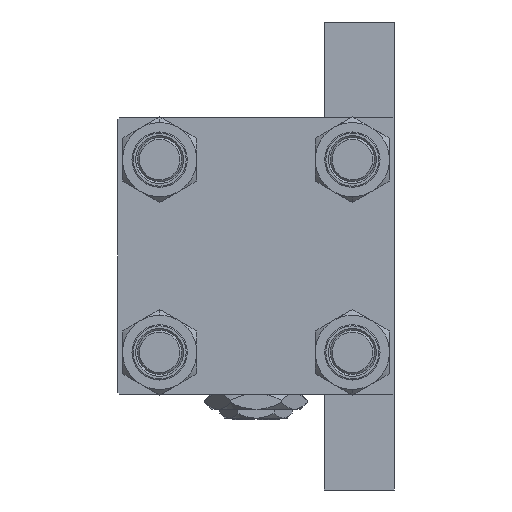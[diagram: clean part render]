
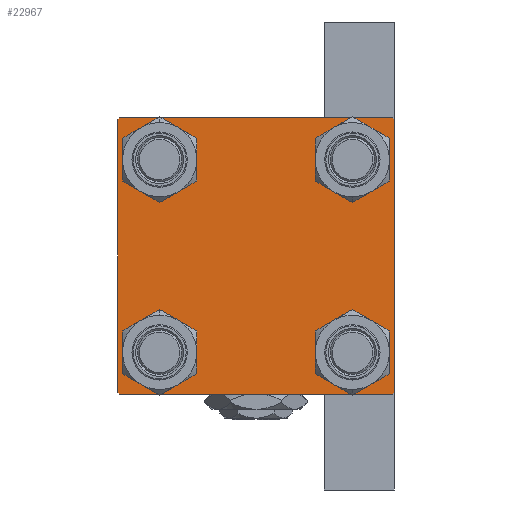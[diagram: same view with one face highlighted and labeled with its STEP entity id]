
A CAD part, left-side view. The second image highlights one B-rep face of the part: STEP entity #22967.
In plain terms, the highlighted planar face has unit normal (-1, 0, 0).
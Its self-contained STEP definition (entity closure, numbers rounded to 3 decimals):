
#176 = CARTESIAN_POINT ( 'NONE',  ( 0., 37.25, -37.25 ) ) ;
#295 = CIRCLE ( 'NONE', #29198, 6.5 ) ;
#616 = FACE_OUTER_BOUND ( 'NONE', #6957, .T. ) ;
#627 = DIRECTION ( 'NONE',  ( 1., 0., 0. ) ) ;
#956 = ORIENTED_EDGE ( 'NONE', *, *, #30319, .T. ) ;
#2144 = DIRECTION ( 'NONE',  ( 1., 0., 0. ) ) ;
#2340 = EDGE_CURVE ( 'NONE', #25224, #42581, #41319, .T. ) ;
#2821 = CARTESIAN_POINT ( 'NONE',  ( 0., -26.15, -32.65 ) ) ;
#2875 = ORIENTED_EDGE ( 'NONE', *, *, #30593, .T. ) ;
#2881 = CIRCLE ( 'NONE', #43006, 6.5 ) ;
#3163 = LINE ( 'NONE', #11185, #15539 ) ;
#4152 = VERTEX_POINT ( 'NONE', #47485 ) ;
#4285 = CARTESIAN_POINT ( 'NONE',  ( 0., -26.15, 19.65 ) ) ;
#5602 = VERTEX_POINT ( 'NONE', #7937 ) ;
#6229 = DIRECTION ( 'NONE',  ( 1., 0., 0. ) ) ;
#6957 = EDGE_LOOP ( 'NONE', ( #39003, #7549, #7498, #33708, #35535, #34134, #25411, #47864 ) ) ;
#7015 = VECTOR ( 'NONE', #36262, 1000. ) ;
#7080 = CARTESIAN_POINT ( 'NONE',  ( 0., -26.15, -26.15 ) ) ;
#7468 = AXIS2_PLACEMENT_3D ( 'NONE', #25838, #18549, #22062 ) ;
#7498 = ORIENTED_EDGE ( 'NONE', *, *, #2340, .T. ) ;
#7549 = ORIENTED_EDGE ( 'NONE', *, *, #35293, .T. ) ;
#7937 = CARTESIAN_POINT ( 'NONE',  ( 0., 26.15, -32.65 ) ) ;
#8232 = EDGE_CURVE ( 'NONE', #42581, #9669, #20691, .T. ) ;
#8234 = ORIENTED_EDGE ( 'NONE', *, *, #31626, .T. ) ;
#8664 = VERTEX_POINT ( 'NONE', #17600 ) ;
#9388 = CARTESIAN_POINT ( 'NONE',  ( 0., -37.25, -37.25 ) ) ;
#9669 = VERTEX_POINT ( 'NONE', #17042 ) ;
#9770 = ORIENTED_EDGE ( 'NONE', *, *, #41442, .T. ) ;
#9926 = CARTESIAN_POINT ( 'NONE',  ( 0., 26.15, -26.15 ) ) ;
#10158 = ORIENTED_EDGE ( 'NONE', *, *, #42143, .T. ) ;
#10698 = DIRECTION ( 'NONE',  ( 0., -1., 0. ) ) ;
#11079 = VERTEX_POINT ( 'NONE', #20595 ) ;
#11185 = CARTESIAN_POINT ( 'NONE',  ( 0., 37.5, 37.5 ) ) ;
#11191 = DIRECTION ( 'NONE',  ( 0., 0., 1. ) ) ;
#11879 = DIRECTION ( 'NONE',  ( 1., 0., 0. ) ) ;
#12164 = CARTESIAN_POINT ( 'NONE',  ( 0., 0., 0. ) ) ;
#13163 = LINE ( 'NONE', #40778, #7015 ) ;
#13194 = VERTEX_POINT ( 'NONE', #2821 ) ;
#13824 = VERTEX_POINT ( 'NONE', #4285 ) ;
#13945 = CARTESIAN_POINT ( 'NONE',  ( 0., -37.5, 37. ) ) ;
#14744 = CARTESIAN_POINT ( 'NONE',  ( 0., 26.15, 26.15 ) ) ;
#15126 = VERTEX_POINT ( 'NONE', #45779 ) ;
#15539 = VECTOR ( 'NONE', #10698, 1000. ) ;
#15695 = FACE_BOUND ( 'NONE', #31658, .T. ) ;
#15943 = PLANE ( 'NONE',  #19623 ) ;
#16216 = VERTEX_POINT ( 'NONE', #33180 ) ;
#16406 = AXIS2_PLACEMENT_3D ( 'NONE', #36824, #44363, #32316 ) ;
#16442 = CARTESIAN_POINT ( 'NONE',  ( 0., 37., -37.5 ) ) ;
#16452 = DIRECTION ( 'NONE',  ( 0., 0., -1. ) ) ;
#16646 = LINE ( 'NONE', #35971, #29800 ) ;
#17042 = CARTESIAN_POINT ( 'NONE',  ( 0., -37.5, -37. ) ) ;
#17600 = CARTESIAN_POINT ( 'NONE',  ( 0., 26.15, -19.65 ) ) ;
#17783 = EDGE_CURVE ( 'NONE', #27275, #9669, #16646, .T. ) ;
#18038 = CARTESIAN_POINT ( 'NONE',  ( 0., 26.15, -26.15 ) ) ;
#18100 = AXIS2_PLACEMENT_3D ( 'NONE', #9926, #2144, #21485 ) ;
#18129 = CIRCLE ( 'NONE', #18100, 6.5 ) ;
#18549 = DIRECTION ( 'NONE',  ( 1., 0., 0. ) ) ;
#18628 = DIRECTION ( 'NONE',  ( 0., 0., 1. ) ) ;
#18636 = AXIS2_PLACEMENT_3D ( 'NONE', #7080, #34443, #18628 ) ;
#18751 = VERTEX_POINT ( 'NONE', #31487 ) ;
#19623 = AXIS2_PLACEMENT_3D ( 'NONE', #12164, #27249, #35515 ) ;
#19733 = EDGE_LOOP ( 'NONE', ( #44014, #32532 ) ) ;
#20311 = EDGE_CURVE ( 'NONE', #4152, #16216, #295, .T. ) ;
#20595 = CARTESIAN_POINT ( 'NONE',  ( 0., 37.5, -37. ) ) ;
#20691 = LINE ( 'NONE', #9388, #44840 ) ;
#20952 = CARTESIAN_POINT ( 'NONE',  ( 0., 37.5, 37.5 ) ) ;
#21485 = DIRECTION ( 'NONE',  ( 0., 0., 1. ) ) ;
#21812 = VERTEX_POINT ( 'NONE', #24956 ) ;
#22062 = DIRECTION ( 'NONE',  ( 0., 0., 1. ) ) ;
#22967 = ADVANCED_FACE ( 'NONE', ( #38797, #15695, #47090, #31037, #616 ), #15943, .T. ) ;
#24956 = CARTESIAN_POINT ( 'NONE',  ( 0., 37.5, 37. ) ) ;
#25189 = CARTESIAN_POINT ( 'NONE',  ( 0., -26.15, -19.65 ) ) ;
#25224 = VERTEX_POINT ( 'NONE', #16442 ) ;
#25411 = ORIENTED_EDGE ( 'NONE', *, *, #36443, .F. ) ;
#25838 = CARTESIAN_POINT ( 'NONE',  ( 0., -26.15, -26.15 ) ) ;
#27249 = DIRECTION ( 'NONE',  ( -1., 0., 0. ) ) ;
#27275 = VERTEX_POINT ( 'NONE', #13945 ) ;
#27703 = CARTESIAN_POINT ( 'NONE',  ( 0., -26.15, 26.15 ) ) ;
#29198 = AXIS2_PLACEMENT_3D ( 'NONE', #14744, #6229, #36865 ) ;
#29800 = VECTOR ( 'NONE', #35728, 1000. ) ;
#29813 = EDGE_LOOP ( 'NONE', ( #9770, #10158 ) ) ;
#30099 = DIRECTION ( 'NONE',  ( 0., 0., 1. ) ) ;
#30319 = EDGE_CURVE ( 'NONE', #46486, #13824, #45891, .T. ) ;
#30593 = EDGE_CURVE ( 'NONE', #13194, #45456, #30662, .T. ) ;
#30662 = CIRCLE ( 'NONE', #18636, 6.5 ) ;
#30724 = CIRCLE ( 'NONE', #7468, 6.5 ) ;
#30791 = VECTOR ( 'NONE', #47294, 1000. ) ;
#31037 = FACE_BOUND ( 'NONE', #19733, .T. ) ;
#31487 = CARTESIAN_POINT ( 'NONE',  ( 0., 37., 37.5 ) ) ;
#31626 = EDGE_CURVE ( 'NONE', #45456, #13194, #30724, .T. ) ;
#31658 = EDGE_LOOP ( 'NONE', ( #8234, #2875 ) ) ;
#31970 = CARTESIAN_POINT ( 'NONE',  ( 0., 37.25, 37.25 ) ) ;
#32316 = DIRECTION ( 'NONE',  ( 0., 0., 1. ) ) ;
#32532 = ORIENTED_EDGE ( 'NONE', *, *, #35339, .T. ) ;
#33152 = EDGE_CURVE ( 'NONE', #13824, #46486, #39603, .T. ) ;
#33180 = CARTESIAN_POINT ( 'NONE',  ( 0., 26.15, 19.65 ) ) ;
#33365 = DIRECTION ( 'NONE',  ( 1., 0., 0. ) ) ;
#33495 = EDGE_CURVE ( 'NONE', #18751, #21812, #35967, .T. ) ;
#33708 = ORIENTED_EDGE ( 'NONE', *, *, #8232, .T. ) ;
#33982 = AXIS2_PLACEMENT_3D ( 'NONE', #34547, #627, #11191 ) ;
#34034 = CARTESIAN_POINT ( 'NONE',  ( 0., -37., -37.5 ) ) ;
#34134 = ORIENTED_EDGE ( 'NONE', *, *, #45756, .T. ) ;
#34443 = DIRECTION ( 'NONE',  ( 1., 0., 0. ) ) ;
#34547 = CARTESIAN_POINT ( 'NONE',  ( 0., -26.15, 26.15 ) ) ;
#35092 = DIRECTION ( 'NONE',  ( 0., -0.707, -0.707 ) ) ;
#35293 = EDGE_CURVE ( 'NONE', #11079, #25224, #43119, .T. ) ;
#35339 = EDGE_CURVE ( 'NONE', #16216, #4152, #45286, .T. ) ;
#35515 = DIRECTION ( 'NONE',  ( 0., 0., 1. ) ) ;
#35535 = ORIENTED_EDGE ( 'NONE', *, *, #17783, .F. ) ;
#35728 = DIRECTION ( 'NONE',  ( 0., 0., -1. ) ) ;
#35730 = DIRECTION ( 'NONE',  ( 0., 0., 1. ) ) ;
#35967 = LINE ( 'NONE', #31970, #30791 ) ;
#35971 = CARTESIAN_POINT ( 'NONE',  ( 0., -37.5, 37.5 ) ) ;
#36252 = DIRECTION ( 'NONE',  ( 0., -0.707, 0.707 ) ) ;
#36262 = DIRECTION ( 'NONE',  ( 0., 0.707, 0.707 ) ) ;
#36443 = EDGE_CURVE ( 'NONE', #18751, #15126, #3163, .T. ) ;
#36471 = VECTOR ( 'NONE', #16452, 1000. ) ;
#36824 = CARTESIAN_POINT ( 'NONE',  ( 0., 26.15, 26.15 ) ) ;
#36865 = DIRECTION ( 'NONE',  ( 0., 0., 1. ) ) ;
#38797 = FACE_BOUND ( 'NONE', #43331, .T. ) ;
#39003 = ORIENTED_EDGE ( 'NONE', *, *, #39287, .T. ) ;
#39287 = EDGE_CURVE ( 'NONE', #21812, #11079, #43321, .T. ) ;
#39603 = CIRCLE ( 'NONE', #33982, 6.5 ) ;
#40778 = CARTESIAN_POINT ( 'NONE',  ( 0., -37.25, 37.25 ) ) ;
#41319 = LINE ( 'NONE', #45104, #47851 ) ;
#41442 = EDGE_CURVE ( 'NONE', #8664, #5602, #18129, .T. ) ;
#41591 = CARTESIAN_POINT ( 'NONE',  ( 0., -26.15, 32.65 ) ) ;
#42143 = EDGE_CURVE ( 'NONE', #5602, #8664, #2881, .T. ) ;
#42581 = VERTEX_POINT ( 'NONE', #34034 ) ;
#42858 = VECTOR ( 'NONE', #35092, 1000. ) ;
#43006 = AXIS2_PLACEMENT_3D ( 'NONE', #18038, #33365, #30099 ) ;
#43119 = LINE ( 'NONE', #176, #42858 ) ;
#43261 = ORIENTED_EDGE ( 'NONE', *, *, #33152, .T. ) ;
#43321 = LINE ( 'NONE', #20952, #36471 ) ;
#43331 = EDGE_LOOP ( 'NONE', ( #956, #43261 ) ) ;
#44014 = ORIENTED_EDGE ( 'NONE', *, *, #20311, .T. ) ;
#44363 = DIRECTION ( 'NONE',  ( 1., 0., 0. ) ) ;
#44840 = VECTOR ( 'NONE', #36252, 1000. ) ;
#44864 = DIRECTION ( 'NONE',  ( 0., -1., 0. ) ) ;
#45104 = CARTESIAN_POINT ( 'NONE',  ( 0., 37.5, -37.5 ) ) ;
#45286 = CIRCLE ( 'NONE', #16406, 6.5 ) ;
#45456 = VERTEX_POINT ( 'NONE', #25189 ) ;
#45756 = EDGE_CURVE ( 'NONE', #27275, #15126, #13163, .T. ) ;
#45779 = CARTESIAN_POINT ( 'NONE',  ( 0., -37., 37.5 ) ) ;
#45891 = CIRCLE ( 'NONE', #45929, 6.5 ) ;
#45929 = AXIS2_PLACEMENT_3D ( 'NONE', #27703, #11879, #35730 ) ;
#46486 = VERTEX_POINT ( 'NONE', #41591 ) ;
#47090 = FACE_BOUND ( 'NONE', #29813, .T. ) ;
#47294 = DIRECTION ( 'NONE',  ( 0., 0.707, -0.707 ) ) ;
#47485 = CARTESIAN_POINT ( 'NONE',  ( 0., 26.15, 32.65 ) ) ;
#47851 = VECTOR ( 'NONE', #44864, 1000. ) ;
#47864 = ORIENTED_EDGE ( 'NONE', *, *, #33495, .T. ) ;
